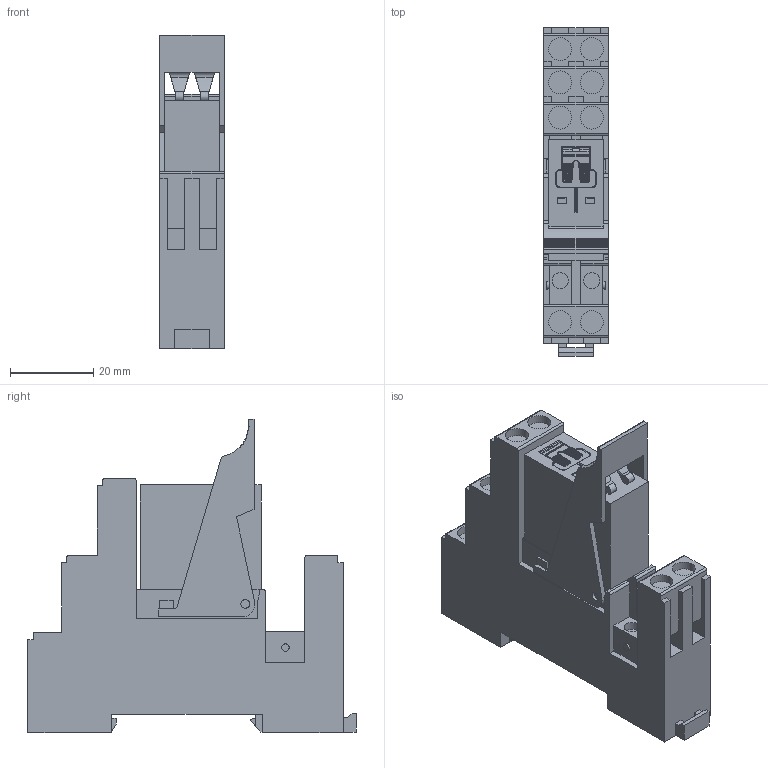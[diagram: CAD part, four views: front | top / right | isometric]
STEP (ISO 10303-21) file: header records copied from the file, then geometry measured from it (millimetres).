
FILE_DESCRIPTION(/* description */ (''),/* implementation_level */ '2;1');
FILE_NAME(/* name */ 'FILE_STP_CAD_DRAWING_3D_HRA50-K4_prt.stp',/* time_stamp */ '2024-02-08T15:39:08+01:00',/* author */ (''),/* organization */ (''),/* preprocessor_version */ 'ST-DEVELOPER v16.7',/* originating_system */ 'SIEMENS PLM Software NX 12.0',/* authorisation */ '');
FILE_SCHEMA (('AUTOMOTIVE_DESIGN { 1 0 10303 214 3 1 1 1 }'));
Length unit declared in the file: millimetre
Products named in the file (1): 3D_HRA50-K4
Bounding box: 15.6 x 78.9 x 75.4 mm (x, y, z)
Surface area: 17799.9 mm2 (no closed solid volume)
Topology: 0 solids, 38 shells, 480 faces, 1681 edges, 1110 vertices
Faces by surface type: plane 224, cylinder 180, sphere 58, torus 14, bspline 4
Full cylindrical faces by diameter (mm): 1.8 x2, 2.1 x2, 3.2 x1, 3.9 x2, 5.5 x8
Entity records: 18764 total; most frequent: CARTESIAN_POINT 4921, DIRECTION 2853, ORIENTED_EDGE 2475, EDGE_CURVE 1552, VERTEX_POINT 1106, AXIS2_PLACEMENT_3D 959, LINE 935, VECTOR 935
